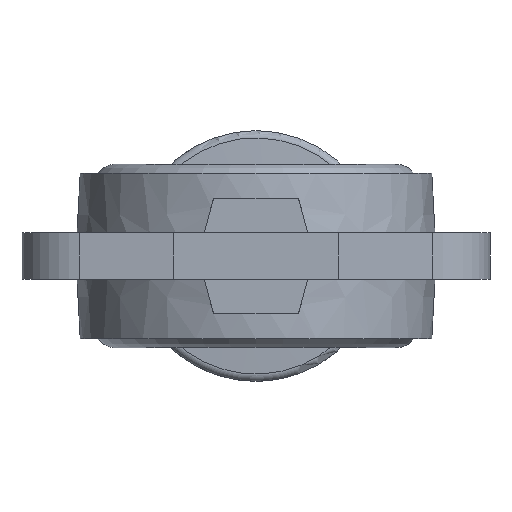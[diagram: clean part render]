
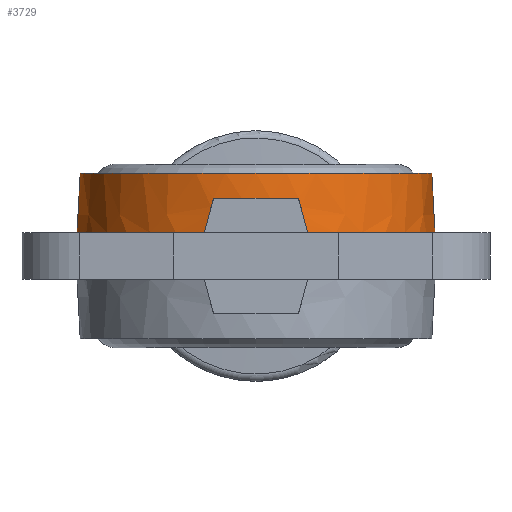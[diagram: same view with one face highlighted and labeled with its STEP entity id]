
A CAD part, front view. The second image highlights one B-rep face of the part: STEP entity #3729.
In plain terms, the highlighted conical face has half-angle 3 degrees and reference radius 46.705 mm.
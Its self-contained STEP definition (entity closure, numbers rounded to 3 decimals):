
#42=ELLIPSE('',#3902,176.647,44.628);
#43=ELLIPSE('',#3904,176.647,44.628);
#97=B_SPLINE_CURVE_WITH_KNOTS('',3,(#5040,#5041,#5042,#5043),
 .UNSPECIFIED.,.F.,.F.,(4,4),(0.,0.006),
 .UNSPECIFIED.);
#98=B_SPLINE_CURVE_WITH_KNOTS('',3,(#5047,#5048,#5049,#5050),
 .UNSPECIFIED.,.F.,.F.,(4,4),(0.,0.006),
 .UNSPECIFIED.);
#99=B_SPLINE_CURVE_WITH_KNOTS('',3,(#5054,#5055,#5056,#5057),
 .UNSPECIFIED.,.F.,.F.,(4,4),(0.019,0.03),
 .UNSPECIFIED.);
#100=B_SPLINE_CURVE_WITH_KNOTS('',3,(#5061,#5062,#5063,#5064),
 .UNSPECIFIED.,.F.,.F.,(4,4),(0.025,0.036),
 .UNSPECIFIED.);
#101=B_SPLINE_CURVE_WITH_KNOTS('',3,(#5068,#5069,#5070,#5071),
 .UNSPECIFIED.,.F.,.F.,(4,4),(0.,0.006),
 .UNSPECIFIED.);
#102=B_SPLINE_CURVE_WITH_KNOTS('',3,(#5075,#5076,#5077,#5078),
 .UNSPECIFIED.,.F.,.F.,(4,4),(0.,0.006),
 .UNSPECIFIED.);
#163=CONICAL_SURFACE('',#3899,46.705,0.052);
#180=CIRCLE('',#3900,45.579);
#181=CIRCLE('',#3901,46.391);
#182=CIRCLE('',#3903,45.919);
#183=CIRCLE('',#3905,46.391);
#184=CIRCLE('',#3906,46.705);
#185=CIRCLE('',#3907,46.391);
#186=CIRCLE('',#3908,45.814);
#187=CIRCLE('',#3909,46.391);
#188=CIRCLE('',#3910,46.705);
#327=ORIENTED_EDGE('',*,*,#1104,.T.);
#328=ORIENTED_EDGE('',*,*,#1105,.F.);
#329=ORIENTED_EDGE('',*,*,#1106,.T.);
#330=ORIENTED_EDGE('',*,*,#1107,.T.);
#331=ORIENTED_EDGE('',*,*,#1108,.T.);
#332=ORIENTED_EDGE('',*,*,#1109,.F.);
#333=ORIENTED_EDGE('',*,*,#1110,.T.);
#334=ORIENTED_EDGE('',*,*,#1111,.F.);
#335=ORIENTED_EDGE('',*,*,#1112,.T.);
#336=ORIENTED_EDGE('',*,*,#1113,.F.);
#337=ORIENTED_EDGE('',*,*,#1114,.F.);
#338=ORIENTED_EDGE('',*,*,#1115,.F.);
#339=ORIENTED_EDGE('',*,*,#1116,.F.);
#340=ORIENTED_EDGE('',*,*,#1117,.F.);
#341=ORIENTED_EDGE('',*,*,#1118,.T.);
#342=ORIENTED_EDGE('',*,*,#1119,.F.);
#343=ORIENTED_EDGE('',*,*,#1120,.T.);
#1104=EDGE_CURVE('',#1491,#1491,#180,.T.);
#1105=EDGE_CURVE('',#1492,#1493,#181,.F.);
#1106=EDGE_CURVE('',#1492,#1494,#42,.F.);
#1107=EDGE_CURVE('',#1494,#1495,#182,.F.);
#1108=EDGE_CURVE('',#1495,#1496,#43,.F.);
#1109=EDGE_CURVE('',#1497,#1496,#183,.F.);
#1110=EDGE_CURVE('',#1497,#1498,#97,.T.);
#1111=EDGE_CURVE('',#1499,#1498,#184,.T.);
#1112=EDGE_CURVE('',#1499,#1500,#98,.T.);
#1113=EDGE_CURVE('',#1501,#1500,#185,.F.);
#1114=EDGE_CURVE('',#1502,#1501,#99,.T.);
#1115=EDGE_CURVE('',#1503,#1502,#186,.T.);
#1116=EDGE_CURVE('',#1504,#1503,#100,.T.);
#1117=EDGE_CURVE('',#1505,#1504,#187,.F.);
#1118=EDGE_CURVE('',#1505,#1506,#101,.T.);
#1119=EDGE_CURVE('',#1507,#1506,#188,.T.);
#1120=EDGE_CURVE('',#1507,#1493,#102,.T.);
#1491=VERTEX_POINT('',#5028);
#1492=VERTEX_POINT('',#5030);
#1493=VERTEX_POINT('',#5031);
#1494=VERTEX_POINT('',#5033);
#1495=VERTEX_POINT('',#5035);
#1496=VERTEX_POINT('',#5037);
#1497=VERTEX_POINT('',#5039);
#1498=VERTEX_POINT('',#5044);
#1499=VERTEX_POINT('',#5046);
#1500=VERTEX_POINT('',#5051);
#1501=VERTEX_POINT('',#5053);
#1502=VERTEX_POINT('',#5058);
#1503=VERTEX_POINT('',#5060);
#1504=VERTEX_POINT('',#5065);
#1505=VERTEX_POINT('',#5067);
#1506=VERTEX_POINT('',#5072);
#1507=VERTEX_POINT('',#5074);
#2115=EDGE_LOOP('',(#327));
#2116=EDGE_LOOP('',(#328,#329,#330,#331,#332,#333,#334,#335,#336,#337,#338,
#339,#340,#341,#342,#343));
#2330=FACE_BOUND('',#2115,.T.);
#2331=FACE_BOUND('',#2116,.T.);
#3729=ADVANCED_FACE('',(#2330,#2331),#163,.T.);
#3899=AXIS2_PLACEMENT_3D('',#5026,#4208,#4209);
#3900=AXIS2_PLACEMENT_3D('',#5027,#4210,#4211);
#3901=AXIS2_PLACEMENT_3D('',#5029,#4212,#4213);
#3902=AXIS2_PLACEMENT_3D('',#5032,#4214,#4215);
#3903=AXIS2_PLACEMENT_3D('',#5034,#4216,#4217);
#3904=AXIS2_PLACEMENT_3D('',#5036,#4218,#4219);
#3905=AXIS2_PLACEMENT_3D('',#5038,#4220,#4221);
#3906=AXIS2_PLACEMENT_3D('',#5045,#4222,#4223);
#3907=AXIS2_PLACEMENT_3D('',#5052,#4224,#4225);
#3908=AXIS2_PLACEMENT_3D('',#5059,#4226,#4227);
#3909=AXIS2_PLACEMENT_3D('',#5066,#4228,#4229);
#3910=AXIS2_PLACEMENT_3D('',#5073,#4230,#4231);
#4208=DIRECTION('',(0.,0.,-1.));
#4209=DIRECTION('',(-1.,0.,0.));
#4210=DIRECTION('',(0.,0.,-1.));
#4211=DIRECTION('',(-1.,0.,0.));
#4212=DIRECTION('',(0.,0.,1.));
#4213=DIRECTION('',(1.,0.,0.));
#4214=DIRECTION('',(0.966,0.,-0.258));
#4215=DIRECTION('',(-0.258,0.,-0.966));
#4216=DIRECTION('',(0.,0.,-1.));
#4217=DIRECTION('',(-1.,0.,0.));
#4218=DIRECTION('',(-0.966,0.,-0.258));
#4219=DIRECTION('',(0.258,0.,-0.966));
#4220=DIRECTION('',(0.,0.,1.));
#4221=DIRECTION('',(1.,0.,0.));
#4222=DIRECTION('',(0.,0.,-1.));
#4223=DIRECTION('',(-1.,0.,0.));
#4224=DIRECTION('',(0.,0.,1.));
#4225=DIRECTION('',(1.,0.,0.));
#4226=DIRECTION('',(0.,0.,-1.));
#4227=DIRECTION('',(-1.,0.,0.));
#4228=DIRECTION('',(0.,0.,1.));
#4229=DIRECTION('',(1.,0.,0.));
#4230=DIRECTION('',(0.,0.,-1.));
#4231=DIRECTION('',(-1.,0.,0.));
#5026=CARTESIAN_POINT('',(0.,0.,0.));
#5027=CARTESIAN_POINT('',(0.,0.,21.5));
#5028=CARTESIAN_POINT('',(-45.579,0.,21.5));
#5029=CARTESIAN_POINT('',(0.,0.,6.));
#5030=CARTESIAN_POINT('',(-13.4,-44.413,6.));
#5031=CARTESIAN_POINT('',(-42.337,-18.967,6.));
#5032=CARTESIAN_POINT('',(-8.945,0.,22.706));
#5033=CARTESIAN_POINT('',(-11.,-44.582,15.));
#5034=CARTESIAN_POINT('',(0.,0.,15.));
#5035=CARTESIAN_POINT('',(11.,-44.582,15.));
#5036=CARTESIAN_POINT('',(8.945,0.,22.706));
#5037=CARTESIAN_POINT('',(13.4,-44.413,6.));
#5038=CARTESIAN_POINT('',(0.,0.,6.));
#5039=CARTESIAN_POINT('',(42.337,-18.967,6.));
#5040=CARTESIAN_POINT('',(42.337,-18.967,6.));
#5041=CARTESIAN_POINT('',(42.416,-19.046,4.));
#5042=CARTESIAN_POINT('',(42.495,-19.125,2.));
#5043=CARTESIAN_POINT('',(42.574,-19.205,0.));
#5044=CARTESIAN_POINT('',(42.574,-19.205,0.));
#5045=CARTESIAN_POINT('',(0.,0.,0.));
#5046=CARTESIAN_POINT('',(42.574,19.205,0.));
#5047=CARTESIAN_POINT('',(42.574,19.205,0.));
#5048=CARTESIAN_POINT('',(42.495,19.125,2.));
#5049=CARTESIAN_POINT('',(42.416,19.046,4.));
#5050=CARTESIAN_POINT('',(42.337,18.967,6.));
#5051=CARTESIAN_POINT('',(42.337,18.967,6.));
#5052=CARTESIAN_POINT('',(0.,0.,6.));
#5053=CARTESIAN_POINT('',(21.,41.366,6.));
#5054=CARTESIAN_POINT('',(21.,40.718,17.));
#5055=CARTESIAN_POINT('',(21.,40.934,13.333));
#5056=CARTESIAN_POINT('',(21.,41.15,9.667));
#5057=CARTESIAN_POINT('',(21.,41.366,6.));
#5058=CARTESIAN_POINT('',(21.,40.718,17.));
#5059=CARTESIAN_POINT('',(0.,0.,17.));
#5060=CARTESIAN_POINT('',(-21.,40.718,17.));
#5061=CARTESIAN_POINT('',(-21.,41.366,6.));
#5062=CARTESIAN_POINT('',(-21.,41.15,9.667));
#5063=CARTESIAN_POINT('',(-21.,40.934,13.333));
#5064=CARTESIAN_POINT('',(-21.,40.718,17.));
#5065=CARTESIAN_POINT('',(-21.,41.366,6.));
#5066=CARTESIAN_POINT('',(0.,0.,6.));
#5067=CARTESIAN_POINT('',(-42.337,18.967,6.));
#5068=CARTESIAN_POINT('',(-42.337,18.967,6.));
#5069=CARTESIAN_POINT('',(-42.416,19.046,4.));
#5070=CARTESIAN_POINT('',(-42.495,19.125,2.));
#5071=CARTESIAN_POINT('',(-42.574,19.205,0.));
#5072=CARTESIAN_POINT('',(-42.574,19.205,0.));
#5073=CARTESIAN_POINT('',(0.,0.,0.));
#5074=CARTESIAN_POINT('',(-42.574,-19.205,0.));
#5075=CARTESIAN_POINT('',(-42.574,-19.205,0.));
#5076=CARTESIAN_POINT('',(-42.495,-19.125,2.));
#5077=CARTESIAN_POINT('',(-42.416,-19.046,4.));
#5078=CARTESIAN_POINT('',(-42.337,-18.967,6.));
